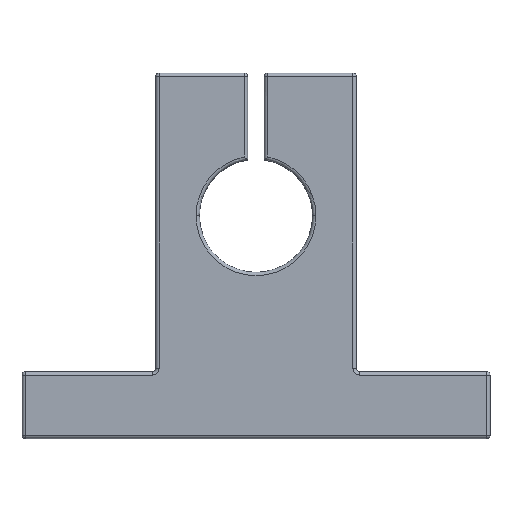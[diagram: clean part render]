
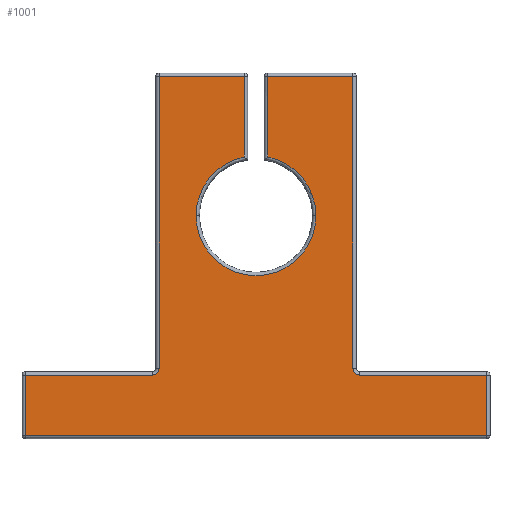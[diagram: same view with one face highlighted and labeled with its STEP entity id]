
A CAD part, top view. The second image highlights one B-rep face of the part: STEP entity #1001.
In plain terms, the highlighted planar face has unit normal (0, 0, 1).
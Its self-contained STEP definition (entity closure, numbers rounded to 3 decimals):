
#58 = EDGE_CURVE ( 'NONE', #1660, #974, #3032, .T. ) ;
#174 = CARTESIAN_POINT ( 'NONE',  ( 12.3, 32.5, 14. ) ) ;
#228 = LINE ( 'NONE', #4913, #2914 ) ;
#231 = EDGE_CURVE ( 'NONE', #1225, #7412, #228, .T. ) ;
#376 = VECTOR ( 'NONE', #536, 1000. ) ;
#467 = CIRCLE ( 'NONE', #3653, 5.375 ) ;
#523 = VERTEX_POINT ( 'NONE', #3723 ) ;
#536 = DIRECTION ( 'NONE',  ( -1., 0., 0. ) ) ;
#580 = VERTEX_POINT ( 'NONE', #4873 ) ;
#628 = CARTESIAN_POINT ( 'NONE',  ( 29.7, 32.5, 14. ) ) ;
#643 = ORIENTED_EDGE ( 'NONE', *, *, #6937, .T. ) ;
#658 = DIRECTION ( 'NONE',  ( 0., 0., 1. ) ) ;
#792 = DIRECTION ( 'NONE',  ( 0., 0., -1. ) ) ;
#889 = LINE ( 'NONE', #2655, #7582 ) ;
#974 = VERTEX_POINT ( 'NONE', #5333 ) ;
#1001 = ADVANCED_FACE ( 'NONE', ( #5250 ), #6973, .T. ) ;
#1012 = ORIENTED_EDGE ( 'NONE', *, *, #5819, .T. ) ;
#1071 = AXIS2_PLACEMENT_3D ( 'NONE', #6685, #6566, #6722 ) ;
#1140 = DIRECTION ( 'NONE',  ( 0., 0., 1. ) ) ;
#1155 = DIRECTION ( 'NONE',  ( -1., 0., 0. ) ) ;
#1225 = VERTEX_POINT ( 'NONE', #7210 ) ;
#1367 = CARTESIAN_POINT ( 'NONE',  ( 21., 20., 14. ) ) ;
#1396 = LINE ( 'NONE', #2392, #3406 ) ;
#1480 = ORIENTED_EDGE ( 'NONE', *, *, #6762, .T. ) ;
#1582 = DIRECTION ( 'NONE',  ( 0., 1., 0. ) ) ;
#1660 = VERTEX_POINT ( 'NONE', #2446 ) ;
#1717 = ORIENTED_EDGE ( 'NONE', *, *, #231, .T. ) ;
#1862 = DIRECTION ( 'NONE',  ( 0., 1., 0. ) ) ;
#1958 = EDGE_CURVE ( 'NONE', #4537, #1225, #6429, .T. ) ;
#1963 = VERTEX_POINT ( 'NONE', #628 ) ;
#1998 = CARTESIAN_POINT ( 'NONE',  ( 19.95, 32.5, 14. ) ) ;
#2209 = VECTOR ( 'NONE', #7418, 1000. ) ;
#2224 = CARTESIAN_POINT ( 'NONE',  ( 21., 5.7, 14. ) ) ;
#2282 = DIRECTION ( 'NONE',  ( 1., 0., 0. ) ) ;
#2308 = DIRECTION ( 'NONE',  ( 1., 0., 0. ) ) ;
#2321 = CARTESIAN_POINT ( 'NONE',  ( 21., 32.5, 14. ) ) ;
#2352 = CARTESIAN_POINT ( 'NONE',  ( 21., 20., 14. ) ) ;
#2392 = CARTESIAN_POINT ( 'NONE',  ( 29.7, 32.8, 14. ) ) ;
#2446 = CARTESIAN_POINT ( 'NONE',  ( 0.3, 0.3, 14. ) ) ;
#2482 = VECTOR ( 'NONE', #4054, 1000. ) ;
#2487 = CARTESIAN_POINT ( 'NONE',  ( 12., 32.5, 14. ) ) ;
#2556 = ORIENTED_EDGE ( 'NONE', *, *, #5471, .F. ) ;
#2562 = LINE ( 'NONE', #2487, #5908 ) ;
#2655 = CARTESIAN_POINT ( 'NONE',  ( 12.3, 20., 14. ) ) ;
#2724 = CIRCLE ( 'NONE', #4065, 5.375 ) ;
#2833 = VERTEX_POINT ( 'NONE', #3224 ) ;
#2914 = VECTOR ( 'NONE', #6594, 1000. ) ;
#3024 = DIRECTION ( 'NONE',  ( 1., 0., 0. ) ) ;
#3032 = LINE ( 'NONE', #6099, #4275 ) ;
#3096 = EDGE_CURVE ( 'NONE', #1963, #7467, #4626, .T. ) ;
#3114 = ORIENTED_EDGE ( 'NONE', *, *, #3210, .T. ) ;
#3210 = EDGE_CURVE ( 'NONE', #7467, #580, #4553, .T. ) ;
#3224 = CARTESIAN_POINT ( 'NONE',  ( 41.7, 5.7, 14. ) ) ;
#3259 = EDGE_CURVE ( 'NONE', #7412, #6555, #2562, .T. ) ;
#3304 = DIRECTION ( 'NONE',  ( 0., -1., 0. ) ) ;
#3314 = CARTESIAN_POINT ( 'NONE',  ( 41.7, 6., 14. ) ) ;
#3327 = VERTEX_POINT ( 'NONE', #6583 ) ;
#3406 = VECTOR ( 'NONE', #1862, 1000. ) ;
#3421 = LINE ( 'NONE', #2224, #4649 ) ;
#3431 = EDGE_CURVE ( 'NONE', #523, #4537, #2724, .T. ) ;
#3562 = VERTEX_POINT ( 'NONE', #5085 ) ;
#3579 = DIRECTION ( 'NONE',  ( 1., 0., 0. ) ) ;
#3653 = AXIS2_PLACEMENT_3D ( 'NONE', #4817, #4248, #6461 ) ;
#3723 = CARTESIAN_POINT ( 'NONE',  ( 26.375, 20., 14. ) ) ;
#3952 = AXIS2_PLACEMENT_3D ( 'NONE', #7534, #1140, #2282 ) ;
#3992 = LINE ( 'NONE', #4606, #376 ) ;
#4054 = DIRECTION ( 'NONE',  ( -1., 0., 0. ) ) ;
#4065 = AXIS2_PLACEMENT_3D ( 'NONE', #1367, #792, #3024 ) ;
#4097 = EDGE_LOOP ( 'NONE', ( #7554, #5016, #2556, #5098, #7133, #7069, #1480, #643, #5189, #1012, #4730, #3114, #5982, #5517, #5289, #1717 ) ) ;
#4131 = EDGE_CURVE ( 'NONE', #580, #523, #467, .T. ) ;
#4159 = CARTESIAN_POINT ( 'NONE',  ( 30.3, 6.3, 14. ) ) ;
#4248 = DIRECTION ( 'NONE',  ( 0., 0., -1. ) ) ;
#4275 = VECTOR ( 'NONE', #7287, 1000. ) ;
#4388 = CARTESIAN_POINT ( 'NONE',  ( 12.3, 6.3, 14. ) ) ;
#4395 = AXIS2_PLACEMENT_3D ( 'NONE', #4159, #658, #3579 ) ;
#4504 = CIRCLE ( 'NONE', #1071, 0.6 ) ;
#4537 = VERTEX_POINT ( 'NONE', #6261 ) ;
#4553 = LINE ( 'NONE', #6898, #7367 ) ;
#4599 = EDGE_CURVE ( 'NONE', #3327, #1660, #5664, .T. ) ;
#4606 = CARTESIAN_POINT ( 'NONE',  ( 30., 5.7, 14. ) ) ;
#4626 = LINE ( 'NONE', #2321, #2482 ) ;
#4649 = VECTOR ( 'NONE', #1155, 1000. ) ;
#4730 = ORIENTED_EDGE ( 'NONE', *, *, #3096, .T. ) ;
#4817 = CARTESIAN_POINT ( 'NONE',  ( 21., 20., 14. ) ) ;
#4873 = CARTESIAN_POINT ( 'NONE',  ( 22.05, 25.271, 14. ) ) ;
#4913 = CARTESIAN_POINT ( 'NONE',  ( 19.95, 20., 14. ) ) ;
#5016 = ORIENTED_EDGE ( 'NONE', *, *, #7464, .T. ) ;
#5085 = CARTESIAN_POINT ( 'NONE',  ( 29.7, 6.3, 14. ) ) ;
#5098 = ORIENTED_EDGE ( 'NONE', *, *, #6904, .T. ) ;
#5189 = ORIENTED_EDGE ( 'NONE', *, *, #5354, .F. ) ;
#5250 = FACE_OUTER_BOUND ( 'NONE', #4097, .T. ) ;
#5289 = ORIENTED_EDGE ( 'NONE', *, *, #1958, .T. ) ;
#5333 = CARTESIAN_POINT ( 'NONE',  ( 41.7, 0.3, 14. ) ) ;
#5354 = EDGE_CURVE ( 'NONE', #3562, #6498, #6834, .T. ) ;
#5399 = CARTESIAN_POINT ( 'NONE',  ( 30.3, 5.7, 14. ) ) ;
#5456 = VERTEX_POINT ( 'NONE', #4388 ) ;
#5471 = EDGE_CURVE ( 'NONE', #7552, #5456, #4504, .T. ) ;
#5517 = ORIENTED_EDGE ( 'NONE', *, *, #3431, .T. ) ;
#5645 = CARTESIAN_POINT ( 'NONE',  ( 22.05, 32.5, 14. ) ) ;
#5664 = LINE ( 'NONE', #6276, #2209 ) ;
#5819 = EDGE_CURVE ( 'NONE', #3562, #1963, #1396, .T. ) ;
#5908 = VECTOR ( 'NONE', #6550, 1000. ) ;
#5982 = ORIENTED_EDGE ( 'NONE', *, *, #4131, .T. ) ;
#6099 = CARTESIAN_POINT ( 'NONE',  ( 42., 0.3, 14. ) ) ;
#6178 = CARTESIAN_POINT ( 'NONE',  ( 11.7, 5.7, 14. ) ) ;
#6261 = CARTESIAN_POINT ( 'NONE',  ( 15.625, 20., 14. ) ) ;
#6276 = CARTESIAN_POINT ( 'NONE',  ( 0.3, 20., 14. ) ) ;
#6318 = DIRECTION ( 'NONE',  ( 0., -1., 0. ) ) ;
#6429 = CIRCLE ( 'NONE', #6792, 5.375 ) ;
#6461 = DIRECTION ( 'NONE',  ( 1., 0., 0. ) ) ;
#6498 = VERTEX_POINT ( 'NONE', #5399 ) ;
#6550 = DIRECTION ( 'NONE',  ( -1., 0., 0. ) ) ;
#6555 = VERTEX_POINT ( 'NONE', #174 ) ;
#6566 = DIRECTION ( 'NONE',  ( 0., 0., 1. ) ) ;
#6583 = CARTESIAN_POINT ( 'NONE',  ( 0.3, 5.7, 14. ) ) ;
#6594 = DIRECTION ( 'NONE',  ( 0., 1., 0. ) ) ;
#6685 = CARTESIAN_POINT ( 'NONE',  ( 11.7, 6.3, 14. ) ) ;
#6722 = DIRECTION ( 'NONE',  ( 1., 0., 0. ) ) ;
#6762 = EDGE_CURVE ( 'NONE', #974, #2833, #6843, .T. ) ;
#6792 = AXIS2_PLACEMENT_3D ( 'NONE', #2352, #6959, #2308 ) ;
#6834 = CIRCLE ( 'NONE', #4395, 0.6 ) ;
#6843 = LINE ( 'NONE', #3314, #6980 ) ;
#6898 = CARTESIAN_POINT ( 'NONE',  ( 22.05, 25.019, 14. ) ) ;
#6904 = EDGE_CURVE ( 'NONE', #7552, #3327, #3421, .T. ) ;
#6937 = EDGE_CURVE ( 'NONE', #2833, #6498, #3992, .T. ) ;
#6959 = DIRECTION ( 'NONE',  ( 0., 0., -1. ) ) ;
#6973 = PLANE ( 'NONE',  #3952 ) ;
#6980 = VECTOR ( 'NONE', #1582, 1000. ) ;
#7069 = ORIENTED_EDGE ( 'NONE', *, *, #58, .T. ) ;
#7133 = ORIENTED_EDGE ( 'NONE', *, *, #4599, .T. ) ;
#7210 = CARTESIAN_POINT ( 'NONE',  ( 19.95, 25.271, 14. ) ) ;
#7287 = DIRECTION ( 'NONE',  ( 1., 0., 0. ) ) ;
#7367 = VECTOR ( 'NONE', #6318, 1000. ) ;
#7412 = VERTEX_POINT ( 'NONE', #1998 ) ;
#7418 = DIRECTION ( 'NONE',  ( 0., -1., 0. ) ) ;
#7464 = EDGE_CURVE ( 'NONE', #6555, #5456, #889, .T. ) ;
#7467 = VERTEX_POINT ( 'NONE', #5645 ) ;
#7534 = CARTESIAN_POINT ( 'NONE',  ( 21., 20., 14. ) ) ;
#7552 = VERTEX_POINT ( 'NONE', #6178 ) ;
#7554 = ORIENTED_EDGE ( 'NONE', *, *, #3259, .T. ) ;
#7582 = VECTOR ( 'NONE', #3304, 1000. ) ;
